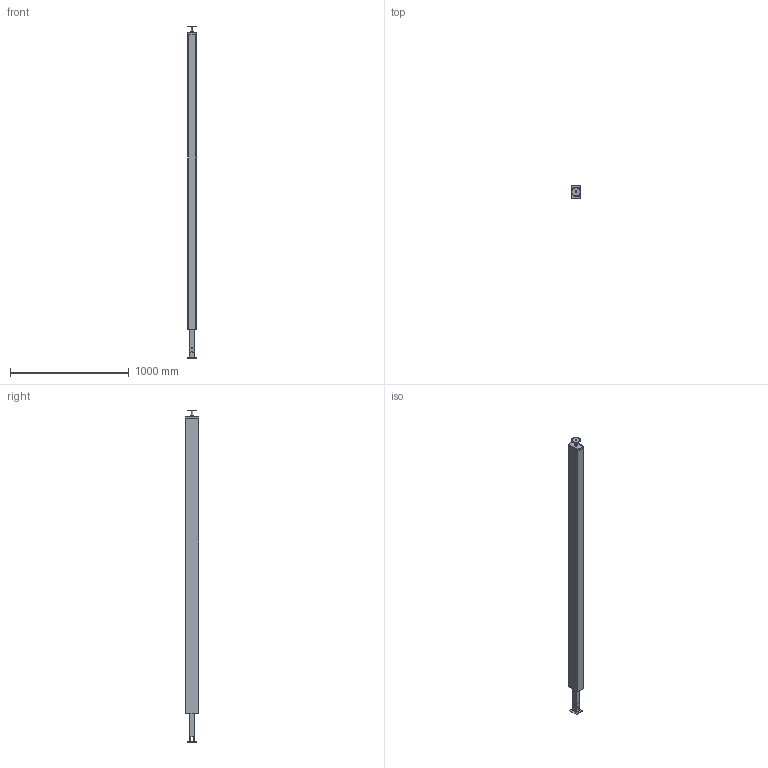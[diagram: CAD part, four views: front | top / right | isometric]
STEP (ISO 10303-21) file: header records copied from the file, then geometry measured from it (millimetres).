
FILE_DESCRIPTION (( 'STEP AP214' ), '1' );
FILE_NAME ('6286540.stp', '2016-06-21T11:15:45', ( '' ), ( '' ), 'SwSTEP 2.0', 'SolidWorks 2014', '' );
FILE_SCHEMA (( 'AUTOMOTIVE_DESIGN' ));
Length unit declared in the file: millimetre
Products named in the file (17): 43069A_Standard; 42296B_Standard; 43071A_Standard; 43069B_Standard; 40248A_Standard; 00628_Standard; 40249A_Standard; 35100021_Standard; 031701T1_Standard; 031701_Standard; 003881_Standard; 031841_Standard; 42298_Standard; 40293A_Standard; 031679_Standard; 031660_GEK-S70110; 6286540
Assembly tree (17 placements, depth 4):
  6286540
    031679_Standard
      031660_GEK-S70110
    40293A_Standard
      42296B_Standard
      42298_Standard
    40249A_Standard
      43071A_Standard
      40248A_Standard
        43069B_Standard
        43069A_Standard  x2
      00628_Standard
    35100021_Standard
    031701_Standard
      031701T1_Standard
    003881_Standard
    031841_Standard
Bounding box: 75.3 x 114.5 x 2799.2 mm (x, y, z)
Volume: 1701871.7 mm3; surface area: 2739977.1 mm2
Topology: 12 solids, 12 shells, 405 faces, 958 edges, 580 vertices
Faces by surface type: plane 225, cylinder 134, bspline 20, cone 14, torus 12
Entity records: 12310 total; most frequent: CARTESIAN_POINT 2824, DIRECTION 1852, ORIENTED_EDGE 1824, EDGE_CURVE 912, AXIS2_PLACEMENT_3D 652, VERTEX_POINT 552, LINE 548, VECTOR 548
